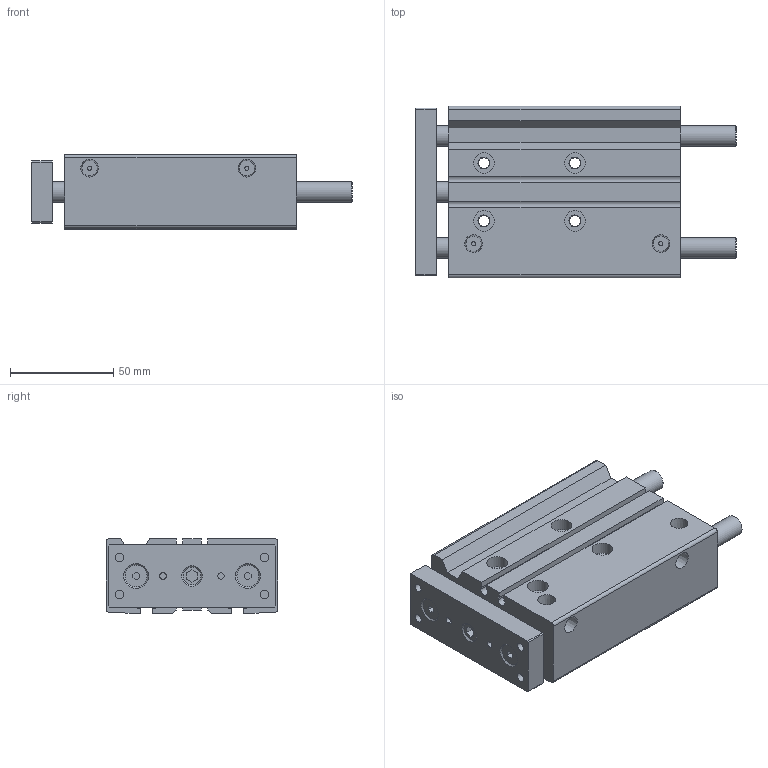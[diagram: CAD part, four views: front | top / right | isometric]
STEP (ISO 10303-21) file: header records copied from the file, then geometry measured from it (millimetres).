
FILE_DESCRIPTION((''),'2;1');
FILE_NAME('NTRC20X75L.STEP','2012-12-01T15:32:11',('Administrator'),(''),'CADlook_v9.0','Cimatron E 8.0','');
FILE_SCHEMA(('AUTOMOTIVE_DESIGN { 1 2 10303 214 0 1 1 1 }'));
Length unit declared in the file: millimetre
Bounding box: 155 x 83 x 36 mm (x, y, z)
Volume: 322616.4 mm3; surface area: 76080.3 mm2
Topology: 2 solids, 2 shells, 207 faces, 498 edges, 332 vertices
Faces by surface type: plane 147, cylinder 51, cone 9
Full cylindrical faces by diameter (mm): 2 x4, 3 x6, 4.2 x8, 5.2 x4, 5.8 x4, 10 x10, 22 x1
Entity records: 7517 total; most frequent: DIRECTION 1000, CARTESIAN_POINT 992, ORIENTED_EDGE 904, EDGE_CURVE 452, AXIS2_PLACEMENT_3D 340, VERTEX_POINT 332, VECTOR 320, LINE 320
